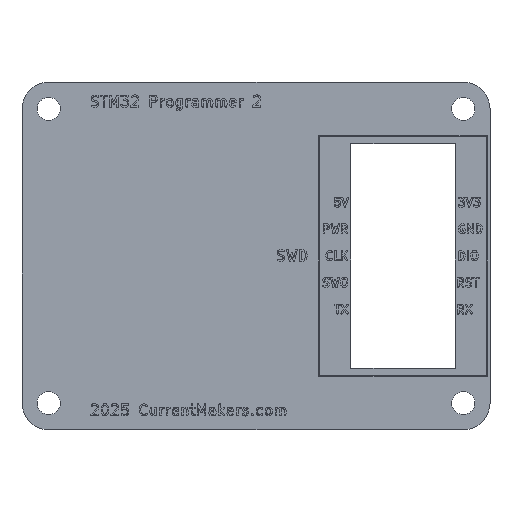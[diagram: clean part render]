
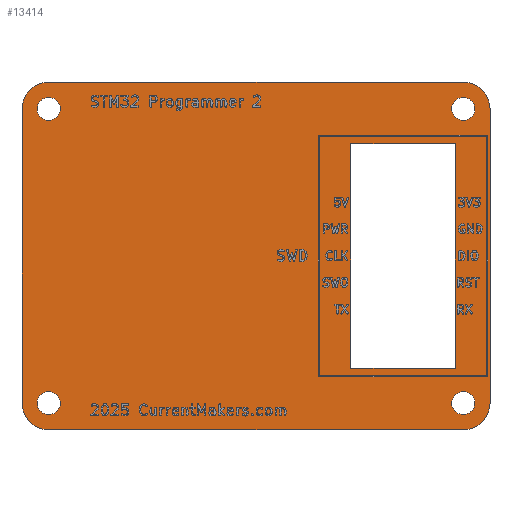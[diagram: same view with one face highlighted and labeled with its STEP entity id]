
A CAD part, top view. The second image highlights one B-rep face of the part: STEP entity #13414.
In plain terms, the highlighted planar face has unit normal (0, 0, 1).
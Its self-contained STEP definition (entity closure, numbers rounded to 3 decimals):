
#13187 = VERTEX_POINT('',#13188);
#13188 = CARTESIAN_POINT('',(143.51,-72.39,1.11));
#13194 = EDGE_CURVE('',#13187,#13195,#13197,.T.);
#13195 = VERTEX_POINT('',#13196);
#13196 = CARTESIAN_POINT('',(146.05,-74.93,1.11));
#13197 = CIRCLE('',#13198,2.54);
#13198 = AXIS2_PLACEMENT_3D('',#13199,#13200,#13201);
#13199 = CARTESIAN_POINT('',(143.51,-74.93,1.11));
#13200 = DIRECTION('',(0.,0.,-1.));
#13201 = DIRECTION('',(0.,1.,0.));
#13229 = VERTEX_POINT('',#13230);
#13230 = CARTESIAN_POINT('',(104.14,-72.39,1.11));
#13236 = EDGE_CURVE('',#13229,#13187,#13237,.T.);
#13237 = LINE('',#13238,#13239);
#13238 = CARTESIAN_POINT('',(104.14,-72.39,1.11));
#13239 = VECTOR('',#13240,1.);
#13240 = DIRECTION('',(1.,0.,0.));
#13258 = EDGE_CURVE('',#13195,#13259,#13261,.T.);
#13259 = VERTEX_POINT('',#13260);
#13260 = CARTESIAN_POINT('',(146.05,-102.87,1.11));
#13261 = LINE('',#13262,#13263);
#13262 = CARTESIAN_POINT('',(146.05,-74.93,1.11));
#13263 = VECTOR('',#13264,1.);
#13264 = DIRECTION('',(0.,-1.,0.));
#13414 = ADVANCED_FACE('',(#13415,#13461,#13472,#13483,#13494,#13528),
  #13539,.T.);
#13415 = FACE_BOUND('',#13416,.T.);
#13416 = EDGE_LOOP('',(#13417,#13418,#13419,#13428,#13436,#13445,#13453,
    #13460));
#13417 = ORIENTED_EDGE('',*,*,#13194,.F.);
#13418 = ORIENTED_EDGE('',*,*,#13236,.F.);
#13419 = ORIENTED_EDGE('',*,*,#13420,.F.);
#13420 = EDGE_CURVE('',#13421,#13229,#13423,.T.);
#13421 = VERTEX_POINT('',#13422);
#13422 = CARTESIAN_POINT('',(101.6,-74.93,1.11));
#13423 = CIRCLE('',#13424,2.54);
#13424 = AXIS2_PLACEMENT_3D('',#13425,#13426,#13427);
#13425 = CARTESIAN_POINT('',(104.14,-74.93,1.11));
#13426 = DIRECTION('',(0.,0.,-1.));
#13427 = DIRECTION('',(-1.,0.,0.));
#13428 = ORIENTED_EDGE('',*,*,#13429,.F.);
#13429 = EDGE_CURVE('',#13430,#13421,#13432,.T.);
#13430 = VERTEX_POINT('',#13431);
#13431 = CARTESIAN_POINT('',(101.6,-102.87,1.11));
#13432 = LINE('',#13433,#13434);
#13433 = CARTESIAN_POINT('',(101.6,-102.87,1.11));
#13434 = VECTOR('',#13435,1.);
#13435 = DIRECTION('',(0.,1.,0.));
#13436 = ORIENTED_EDGE('',*,*,#13437,.F.);
#13437 = EDGE_CURVE('',#13438,#13430,#13440,.T.);
#13438 = VERTEX_POINT('',#13439);
#13439 = CARTESIAN_POINT('',(104.14,-105.41,1.11));
#13440 = CIRCLE('',#13441,2.54);
#13441 = AXIS2_PLACEMENT_3D('',#13442,#13443,#13444);
#13442 = CARTESIAN_POINT('',(104.14,-102.87,1.11));
#13443 = DIRECTION('',(0.,0.,-1.));
#13444 = DIRECTION('',(0.,-1.,-0.));
#13445 = ORIENTED_EDGE('',*,*,#13446,.F.);
#13446 = EDGE_CURVE('',#13447,#13438,#13449,.T.);
#13447 = VERTEX_POINT('',#13448);
#13448 = CARTESIAN_POINT('',(143.51,-105.41,1.11));
#13449 = LINE('',#13450,#13451);
#13450 = CARTESIAN_POINT('',(143.51,-105.41,1.11));
#13451 = VECTOR('',#13452,1.);
#13452 = DIRECTION('',(-1.,0.,0.));
#13453 = ORIENTED_EDGE('',*,*,#13454,.F.);
#13454 = EDGE_CURVE('',#13259,#13447,#13455,.T.);
#13455 = CIRCLE('',#13456,2.54);
#13456 = AXIS2_PLACEMENT_3D('',#13457,#13458,#13459);
#13457 = CARTESIAN_POINT('',(143.51,-102.87,1.11));
#13458 = DIRECTION('',(0.,0.,-1.));
#13459 = DIRECTION('',(1.,0.,0.));
#13460 = ORIENTED_EDGE('',*,*,#13258,.F.);
#13461 = FACE_BOUND('',#13462,.T.);
#13462 = EDGE_LOOP('',(#13463));
#13463 = ORIENTED_EDGE('',*,*,#13464,.T.);
#13464 = EDGE_CURVE('',#13465,#13465,#13467,.T.);
#13465 = VERTEX_POINT('',#13466);
#13466 = CARTESIAN_POINT('',(104.14,-103.97,1.11));
#13467 = CIRCLE('',#13468,1.1);
#13468 = AXIS2_PLACEMENT_3D('',#13469,#13470,#13471);
#13469 = CARTESIAN_POINT('',(104.14,-102.87,1.11));
#13470 = DIRECTION('',(-0.,0.,-1.));
#13471 = DIRECTION('',(-0.,-1.,0.));
#13472 = FACE_BOUND('',#13473,.T.);
#13473 = EDGE_LOOP('',(#13474));
#13474 = ORIENTED_EDGE('',*,*,#13475,.T.);
#13475 = EDGE_CURVE('',#13476,#13476,#13478,.T.);
#13476 = VERTEX_POINT('',#13477);
#13477 = CARTESIAN_POINT('',(143.51,-103.97,1.11));
#13478 = CIRCLE('',#13479,1.1);
#13479 = AXIS2_PLACEMENT_3D('',#13480,#13481,#13482);
#13480 = CARTESIAN_POINT('',(143.51,-102.87,1.11));
#13481 = DIRECTION('',(-0.,0.,-1.));
#13482 = DIRECTION('',(0.,-1.,0.));
#13483 = FACE_BOUND('',#13484,.T.);
#13484 = EDGE_LOOP('',(#13485));
#13485 = ORIENTED_EDGE('',*,*,#13486,.T.);
#13486 = EDGE_CURVE('',#13487,#13487,#13489,.T.);
#13487 = VERTEX_POINT('',#13488);
#13488 = CARTESIAN_POINT('',(104.14,-76.03,1.11));
#13489 = CIRCLE('',#13490,1.1);
#13490 = AXIS2_PLACEMENT_3D('',#13491,#13492,#13493);
#13491 = CARTESIAN_POINT('',(104.14,-74.93,1.11));
#13492 = DIRECTION('',(-0.,0.,-1.));
#13493 = DIRECTION('',(-0.,-1.,0.));
#13494 = FACE_BOUND('',#13495,.T.);
#13495 = EDGE_LOOP('',(#13496,#13506,#13514,#13522));
#13496 = ORIENTED_EDGE('',*,*,#13497,.F.);
#13497 = EDGE_CURVE('',#13498,#13500,#13502,.T.);
#13498 = VERTEX_POINT('',#13499);
#13499 = CARTESIAN_POINT('',(132.842,-99.568,1.11));
#13500 = VERTEX_POINT('',#13501);
#13501 = CARTESIAN_POINT('',(142.748,-99.568,1.11));
#13502 = LINE('',#13503,#13504);
#13503 = CARTESIAN_POINT('',(132.842,-99.568,1.11));
#13504 = VECTOR('',#13505,1.);
#13505 = DIRECTION('',(1.,0.,0.));
#13506 = ORIENTED_EDGE('',*,*,#13507,.F.);
#13507 = EDGE_CURVE('',#13508,#13498,#13510,.T.);
#13508 = VERTEX_POINT('',#13509);
#13509 = CARTESIAN_POINT('',(132.842,-78.232,1.11));
#13510 = LINE('',#13511,#13512);
#13511 = CARTESIAN_POINT('',(132.842,-78.232,1.11));
#13512 = VECTOR('',#13513,1.);
#13513 = DIRECTION('',(0.,-1.,0.));
#13514 = ORIENTED_EDGE('',*,*,#13515,.F.);
#13515 = EDGE_CURVE('',#13516,#13508,#13518,.T.);
#13516 = VERTEX_POINT('',#13517);
#13517 = CARTESIAN_POINT('',(142.748,-78.232,1.11));
#13518 = LINE('',#13519,#13520);
#13519 = CARTESIAN_POINT('',(142.748,-78.232,1.11));
#13520 = VECTOR('',#13521,1.);
#13521 = DIRECTION('',(-1.,0.,0.));
#13522 = ORIENTED_EDGE('',*,*,#13523,.F.);
#13523 = EDGE_CURVE('',#13500,#13516,#13524,.T.);
#13524 = LINE('',#13525,#13526);
#13525 = CARTESIAN_POINT('',(142.748,-99.568,1.11));
#13526 = VECTOR('',#13527,1.);
#13527 = DIRECTION('',(0.,1.,0.));
#13528 = FACE_BOUND('',#13529,.T.);
#13529 = EDGE_LOOP('',(#13530));
#13530 = ORIENTED_EDGE('',*,*,#13531,.T.);
#13531 = EDGE_CURVE('',#13532,#13532,#13534,.T.);
#13532 = VERTEX_POINT('',#13533);
#13533 = CARTESIAN_POINT('',(143.51,-76.03,1.11));
#13534 = CIRCLE('',#13535,1.1);
#13535 = AXIS2_PLACEMENT_3D('',#13536,#13537,#13538);
#13536 = CARTESIAN_POINT('',(143.51,-74.93,1.11));
#13537 = DIRECTION('',(-0.,0.,-1.));
#13538 = DIRECTION('',(0.,-1.,0.));
#13539 = PLANE('',#13540);
#13540 = AXIS2_PLACEMENT_3D('',#13541,#13542,#13543);
#13541 = CARTESIAN_POINT('',(0.,0.,1.11));
#13542 = DIRECTION('',(0.,0.,1.));
#13543 = DIRECTION('',(1.,0.,-0.));
